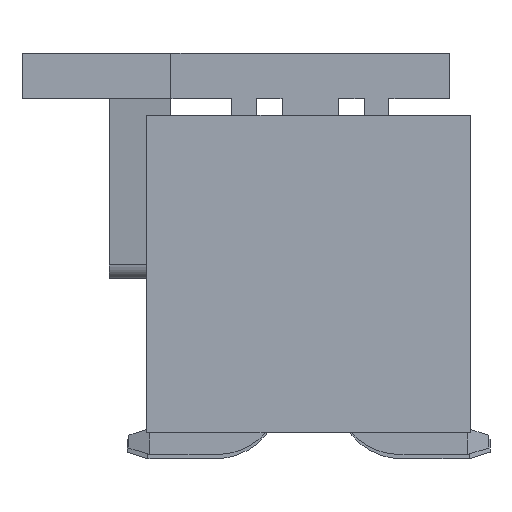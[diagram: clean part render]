
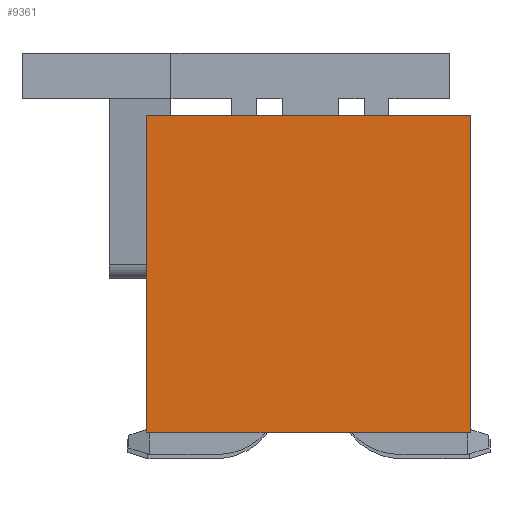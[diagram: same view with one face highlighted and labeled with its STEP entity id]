
A CAD part, front view. The second image highlights one B-rep face of the part: STEP entity #9361.
In plain terms, the highlighted face is planar.
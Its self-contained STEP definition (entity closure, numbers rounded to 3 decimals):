
#2025=ORIENTED_EDGE('',*,*,#3776,.F.);
#2026=ORIENTED_EDGE('',*,*,#3777,.F.);
#2027=ORIENTED_EDGE('',*,*,#3778,.T.);
#2028=ORIENTED_EDGE('',*,*,#3779,.T.);
#3776=EDGE_CURVE('',#4724,#4725,#5848,.T.);
#3777=EDGE_CURVE('',#4726,#4724,#5849,.T.);
#3778=EDGE_CURVE('',#4726,#4727,#5850,.T.);
#3779=EDGE_CURVE('',#4727,#4725,#5851,.T.);
#4724=VERTEX_POINT('',#16101);
#4725=VERTEX_POINT('',#16102);
#4726=VERTEX_POINT('',#16104);
#4727=VERTEX_POINT('',#16106);
#5848=LINE('',#16100,#7098);
#5849=LINE('',#16103,#7099);
#5850=LINE('',#16105,#7100);
#5851=LINE('',#16107,#7101);
#7098=VECTOR('',#13510,1000.);
#7099=VECTOR('',#13511,1000.);
#7100=VECTOR('',#13512,1000.);
#7101=VECTOR('',#13513,1000.);
#7810=EDGE_LOOP('',(#2025,#2026,#2027,#2028));
#8344=FACE_BOUND('',#7810,.T.);
#8844=PLANE('',#11502);
#9361=ADVANCED_FACE('',(#8344),#8844,.T.);
#11502=AXIS2_PLACEMENT_3D('',#16099,#13508,#13509);
#13508=DIRECTION('',(1.,0.,0.));
#13509=DIRECTION('',(0.,0.,-1.));
#13510=DIRECTION('',(0.,0.,-1.));
#13511=DIRECTION('',(0.,1.,0.));
#13512=DIRECTION('',(0.,0.,-1.));
#13513=DIRECTION('',(0.,1.,0.));
#16099=CARTESIAN_POINT('',(8.255,-2.5,2.45));
#16100=CARTESIAN_POINT('',(8.255,2.5,2.45));
#16101=CARTESIAN_POINT('',(8.255,2.5,2.45));
#16102=CARTESIAN_POINT('',(8.255,2.5,-2.45));
#16103=CARTESIAN_POINT('',(8.255,-2.5,2.45));
#16104=CARTESIAN_POINT('',(8.255,-2.5,2.45));
#16105=CARTESIAN_POINT('',(8.255,-2.5,2.45));
#16106=CARTESIAN_POINT('',(8.255,-2.5,-2.45));
#16107=CARTESIAN_POINT('',(8.255,-2.5,-2.45));
